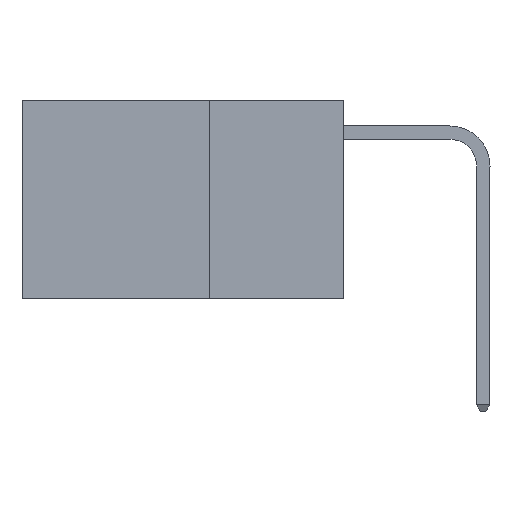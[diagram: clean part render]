
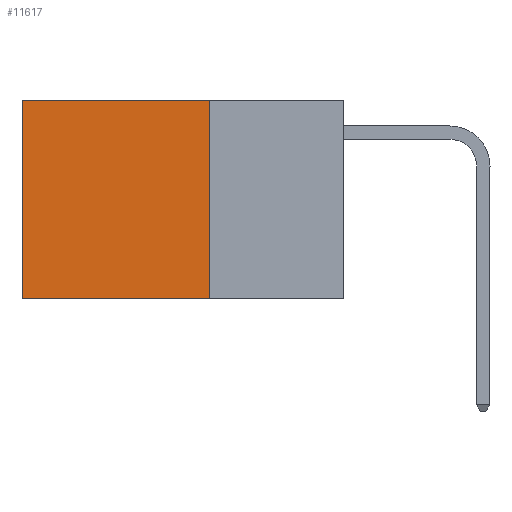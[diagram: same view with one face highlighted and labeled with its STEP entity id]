
A CAD part, left-side view. The second image highlights one B-rep face of the part: STEP entity #11617.
In plain terms, the highlighted planar face has unit normal (-1, 0, 0).
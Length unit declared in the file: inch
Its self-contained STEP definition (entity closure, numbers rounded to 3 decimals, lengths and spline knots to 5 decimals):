
#474 = CARTESIAN_POINT ( 'NONE',  ( 0.2625, 0.25, 0. ) ) ;
#693 = VERTEX_POINT ( 'NONE', #16514 ) ;
#1342 = PLANE ( 'NONE',  #8849 ) ;
#2209 = VERTEX_POINT ( 'NONE', #15126 ) ;
#2312 = VECTOR ( 'NONE', #15455, 39.37008 ) ;
#2580 = CARTESIAN_POINT ( 'NONE',  ( 0.2625, 0.25, 0. ) ) ;
#3166 = CARTESIAN_POINT ( 'NONE',  ( 0.2625, 0.25, 0. ) ) ;
#4290 = CARTESIAN_POINT ( 'NONE',  ( 0.2625, 0.25, -0.37 ) ) ;
#4617 = EDGE_CURVE ( 'NONE', #7646, #693, #18463, .T. ) ;
#5014 = DIRECTION ( 'NONE',  ( 1., 0., 0. ) ) ;
#6383 = CARTESIAN_POINT ( 'NONE',  ( 0.2625, 0.6, 0. ) ) ;
#6818 = EDGE_LOOP ( 'NONE', ( #9116, #17965, #8219, #16012 ) ) ;
#7299 = VERTEX_POINT ( 'NONE', #18400 ) ;
#7646 = VERTEX_POINT ( 'NONE', #15893 ) ;
#7740 = DIRECTION ( 'NONE',  ( 0., 0., -1. ) ) ;
#8092 = EDGE_CURVE ( 'NONE', #7646, #2209, #12995, .T. ) ;
#8159 = VECTOR ( 'NONE', #20731, 39.37008 ) ;
#8219 = ORIENTED_EDGE ( 'NONE', *, *, #4617, .F. ) ;
#8849 = AXIS2_PLACEMENT_3D ( 'NONE', #3166, #5014, #17690 ) ;
#9116 = ORIENTED_EDGE ( 'NONE', *, *, #14887, .T. ) ;
#11340 = FACE_OUTER_BOUND ( 'NONE', #6818, .T. ) ;
#11617 = ADVANCED_FACE ( 'NONE', ( #11340 ), #1342, .F. ) ;
#12426 = LINE ( 'NONE', #4290, #13009 ) ;
#12995 = LINE ( 'NONE', #2580, #8159 ) ;
#13009 = VECTOR ( 'NONE', #16996, 39.37008 ) ;
#13706 = VECTOR ( 'NONE', #7740, 39.37008 ) ;
#14887 = EDGE_CURVE ( 'NONE', #2209, #7299, #16826, .T. ) ;
#15126 = CARTESIAN_POINT ( 'NONE',  ( 0.2625, 0.6, 0. ) ) ;
#15455 = DIRECTION ( 'NONE',  ( 0., 0., -1. ) ) ;
#15893 = CARTESIAN_POINT ( 'NONE',  ( 0.2625, 0.25, 0. ) ) ;
#16012 = ORIENTED_EDGE ( 'NONE', *, *, #8092, .T. ) ;
#16514 = CARTESIAN_POINT ( 'NONE',  ( 0.2625, 0.25, -0.37 ) ) ;
#16826 = LINE ( 'NONE', #6383, #2312 ) ;
#16996 = DIRECTION ( 'NONE',  ( 0., 1., 0. ) ) ;
#17690 = DIRECTION ( 'NONE',  ( 0., 0., -1. ) ) ;
#17965 = ORIENTED_EDGE ( 'NONE', *, *, #22099, .F. ) ;
#18400 = CARTESIAN_POINT ( 'NONE',  ( 0.2625, 0.6, -0.37 ) ) ;
#18463 = LINE ( 'NONE', #474, #13706 ) ;
#20731 = DIRECTION ( 'NONE',  ( 0., 1., 0. ) ) ;
#22099 = EDGE_CURVE ( 'NONE', #693, #7299, #12426, .T. ) ;
